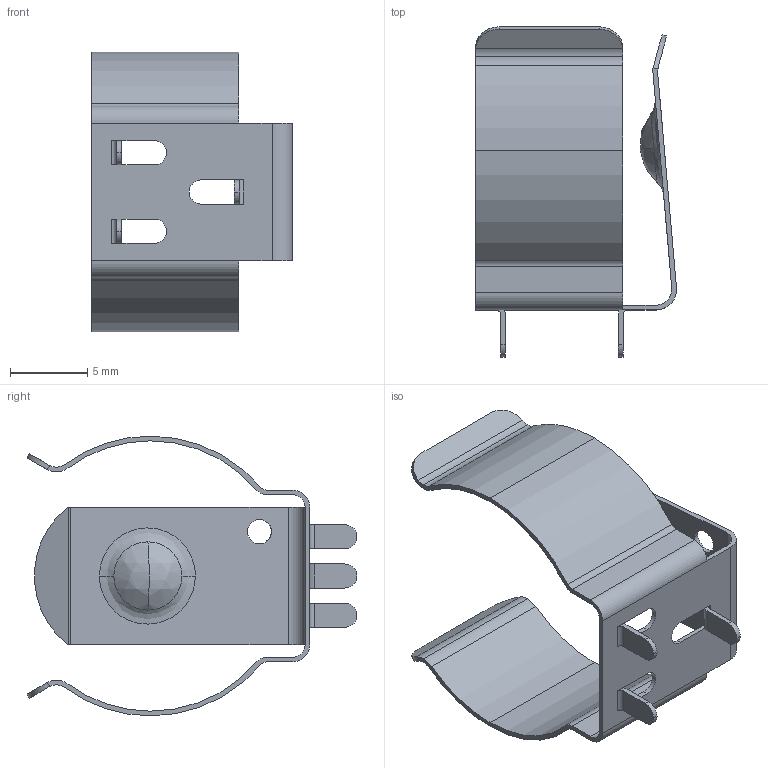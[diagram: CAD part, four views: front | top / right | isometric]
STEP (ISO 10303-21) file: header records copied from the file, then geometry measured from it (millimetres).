
FILE_DESCRIPTION (( 'STEP AP214' ), '1' );
FILE_NAME ('User Library-keystone-PN54.STEP', '2020-11-07T19:25:30', ( '' ), ( '' ), 'SwSTEP 2.0', 'SolidWorks 2020', '' );
FILE_SCHEMA (( 'AUTOMOTIVE_DESIGN' ));
Length unit declared in the file: inch
Products named in the file (1): User Library-keystone-PN54
Bounding box: 13 x 21.35 x 18.1 mm (x, y, z)
Volume: 197.6 mm3; surface area: 1359.6 mm2
Topology: 1 solids, 1 shells, 103 faces, 293 edges, 194 vertices
Faces by surface type: cylinder 50, plane 45, bspline 8
Entity records: 3611 total; most frequent: CARTESIAN_POINT 815, DIRECTION 587, ORIENTED_EDGE 586, EDGE_CURVE 293, AXIS2_PLACEMENT_3D 210, VERTEX_POINT 194, VECTOR 167, LINE 167
